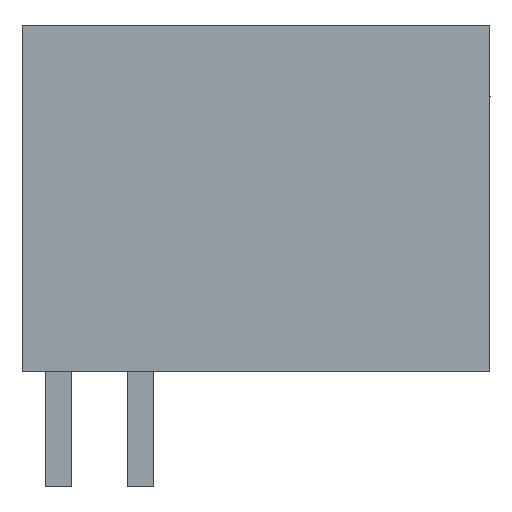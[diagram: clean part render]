
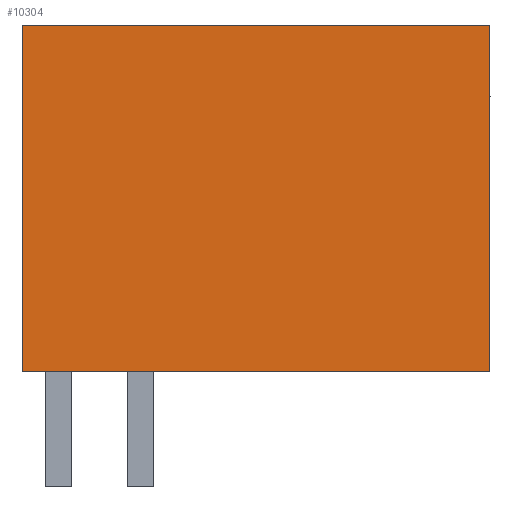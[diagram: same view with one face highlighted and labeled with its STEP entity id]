
A CAD part, left-side view. The second image highlights one B-rep face of the part: STEP entity #10304.
In plain terms, the highlighted planar face has unit normal (-1, 0, 0).
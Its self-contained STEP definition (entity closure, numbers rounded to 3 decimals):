
#10284=AXIS2_PLACEMENT_3D('Plane Axis2P3D',#10281,#10282,#10283) ;
#7729=CARTESIAN_POINT('Vertex',(0.,0.,3.5)) ;
#8091=CARTESIAN_POINT('Vertex',(0.,0.,14.)) ;
#8094=CARTESIAN_POINT('Line Origine',(0.,0.,8.75)) ;
#8995=CARTESIAN_POINT('Line Origine',(0.,7.1,3.5)) ;
#8999=CARTESIAN_POINT('Vertex',(0.,14.2,3.5)) ;
#10281=CARTESIAN_POINT('Axis2P3D Location',(0.,14.2,0.)) ;
#10286=CARTESIAN_POINT('Line Origine',(0.,7.1,14.)) ;
#10290=CARTESIAN_POINT('Vertex',(0.,14.2,14.)) ;
#10293=CARTESIAN_POINT('Line Origine',(0.,14.2,8.75)) ;
#8095=DIRECTION('Vector Direction',(0.,0.,-1.)) ;
#8996=DIRECTION('Vector Direction',(0.,-1.,0.)) ;
#10282=DIRECTION('Axis2P3D Direction',(-1.,0.,0.)) ;
#10283=DIRECTION('Axis2P3D XDirection',(0.,-1.,0.)) ;
#10287=DIRECTION('Vector Direction',(0.,-1.,0.)) ;
#10294=DIRECTION('Vector Direction',(0.,0.,-1.)) ;
#8096=VECTOR('Line Direction',#8095,1.) ;
#8997=VECTOR('Line Direction',#8996,1.) ;
#10288=VECTOR('Line Direction',#10287,1.) ;
#10295=VECTOR('Line Direction',#10294,1.) ;
#10299=ORIENTED_EDGE('',*,*,#9001,.T.) ;
#10300=ORIENTED_EDGE('',*,*,#8098,.T.) ;
#10301=ORIENTED_EDGE('',*,*,#10292,.T.) ;
#10302=ORIENTED_EDGE('',*,*,#10297,.T.) ;
#10304=ADVANCED_FACE('HOUSING',(#10303),#10285,.T.) ;
#8098=EDGE_CURVE('',#7730,#8092,#8097,.F.) ;
#9001=EDGE_CURVE('',#9000,#7730,#8998,.T.) ;
#10292=EDGE_CURVE('',#8092,#10291,#10289,.F.) ;
#10297=EDGE_CURVE('',#10291,#9000,#10296,.T.) ;
#10298=EDGE_LOOP('',(#10299,#10300,#10301,#10302)) ;
#10303=FACE_OUTER_BOUND('',#10298,.T.) ;
#8097=LINE('Line',#8094,#8096) ;
#8998=LINE('Line',#8995,#8997) ;
#10289=LINE('Line',#10286,#10288) ;
#10296=LINE('Line',#10293,#10295) ;
#10285=PLANE('',#10284) ;
#7730=VERTEX_POINT('',#7729) ;
#8092=VERTEX_POINT('',#8091) ;
#9000=VERTEX_POINT('',#8999) ;
#10291=VERTEX_POINT('',#10290) ;
